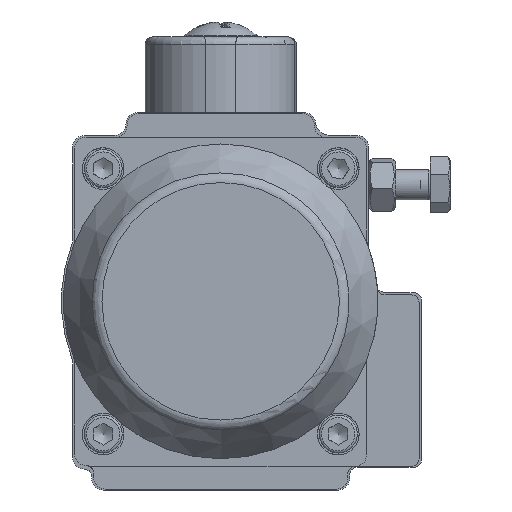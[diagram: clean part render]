
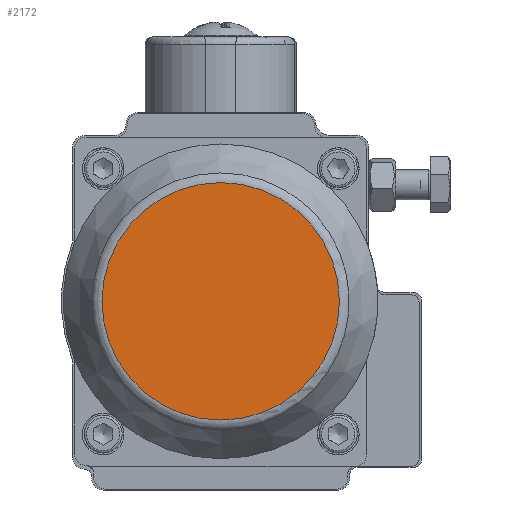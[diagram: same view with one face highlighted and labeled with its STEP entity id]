
A CAD part, front view. The second image highlights one B-rep face of the part: STEP entity #2172.
In plain terms, the highlighted planar face has unit normal (0, -1, 0).
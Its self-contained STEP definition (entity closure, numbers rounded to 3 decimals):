
#726=PLANE('',#15632);
#1233=FACE_OUTER_BOUND('',#6627,.T.);
#2172=ADVANCED_FACE('',(#1233),#726,.T.);
#4933=CIRCLE('',#15631,31.312);
#6627=EDGE_LOOP('',(#9923));
#9923=ORIENTED_EDGE('',*,*,#13684,.T.);
#11890=VERTEX_POINT('',#27053);
#13684=EDGE_CURVE('',#11890,#11890,#4933,.T.);
#15631=AXIS2_PLACEMENT_3D('',#27052,#19143,#19144);
#15632=AXIS2_PLACEMENT_3D('',#27054,#19145,#19146);
#19143=DIRECTION('',(0.,-1.,0.));
#19144=DIRECTION('',(0.,0.,-1.));
#19145=DIRECTION('',(0.,-1.,0.));
#19146=DIRECTION('',(0.,0.,-1.));
#27052=CARTESIAN_POINT('',(0.,-23.,0.));
#27053=CARTESIAN_POINT('',(0.,-23.,-31.312));
#27054=CARTESIAN_POINT('',(0.,-23.,0.));
